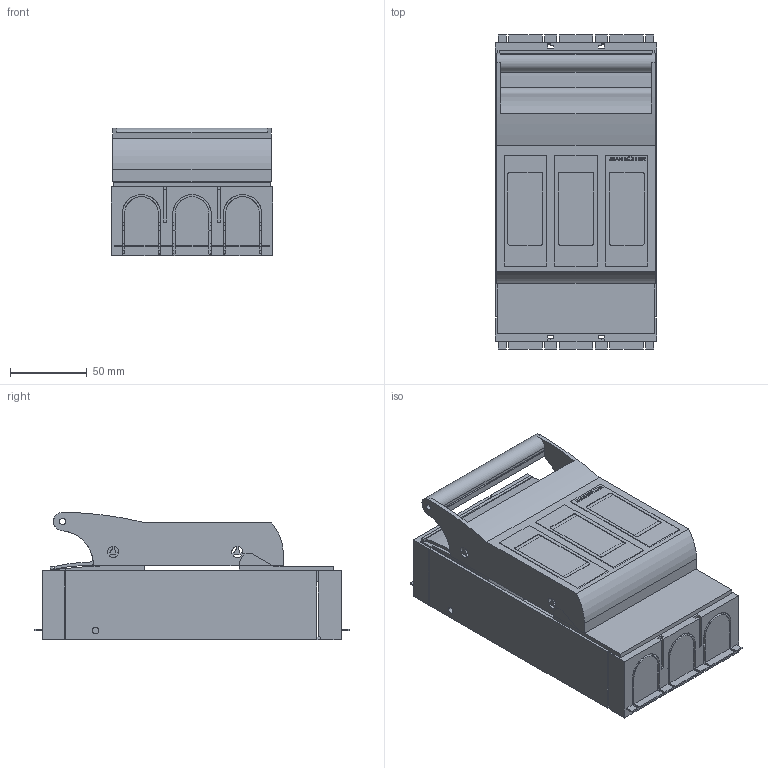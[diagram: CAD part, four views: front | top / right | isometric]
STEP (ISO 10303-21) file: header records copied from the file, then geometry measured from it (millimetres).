
FILE_DESCRIPTION(('CATIA V5 STEP'),'2;1');
FILE_NAME('T500113000_L_NH-Sicherungslasttrennschalter_KETO-00-3_F.stp','2015-09-16T12:39:46+00:00',('none'),('Jean Müller GmbH'),'CATIA Version 5 Release 19 SP 9 (IN-10)','CATIA V5 STEP AP214','none');
FILE_SCHEMA(('AUTOMOTIVE_DESIGN { 1 0 10303 214 1 1 1 1 }'));
Length unit declared in the file: millimetre
Products named in the file (11): T500113000_L_NH-Sich-Lasttrennschalter KETO-00-3/F; 34170_L_Trennergehaeuse Gr00_3-polig; 153126_L01_Federkontakt Gr00; 34171_L_Abdeckung oben Gr00_3-polig; 34200_L01_Frontplatte Gr00_3-polig kpl; 34200_L_Frontplatte Gr00_3-polig; 34207_L01_Scheibe Gr00-KETO; 34207_L_Scheibe Gr00; 65716_Sechskantschraube mit Ring M8x16_Z4_DIN933; 152401_Gewindeplatte; 34172_L_Abdeckung unten Gr00_3-polig
Assembly tree (26 placements, depth 3):
  T500113000_L_NH-Sich-Lasttrennschalter KETO-00-3/F
    34170_L_Trennergehaeuse Gr00_3-polig
    153126_L01_Federkontakt Gr00  x6
    34171_L_Abdeckung oben Gr00_3-polig
    34200_L01_Frontplatte Gr00_3-polig kpl
      34200_L_Frontplatte Gr00_3-polig
      34207_L01_Scheibe Gr00-KETO  x2
      34207_L_Scheibe Gr00
    65716_Sechskantschraube mit Ring M8x16_Z4_DIN933  x6
    152401_Gewindeplatte  x6
    34172_L_Abdeckung unten Gr00_3-polig
Bounding box: 105.5 x 204.95 x 83.19 mm (x, y, z)
Volume: 649073.1 mm3; surface area: 274273.6 mm2
Topology: 25 solids, 25 shells, 2030 faces, 6126 edges, 4126 vertices
Faces by surface type: plane 1564, cylinder 388, cone 78
Entity records: 50075 total; most frequent: CARTESIAN_POINT 9526, ORIENTED_EDGE 9524, DIRECTION 6398, EDGE_CURVE 4762, VECTOR 3991, LINE 3991, VERTEX_POINT 3219, EDGE_LOOP 1667
